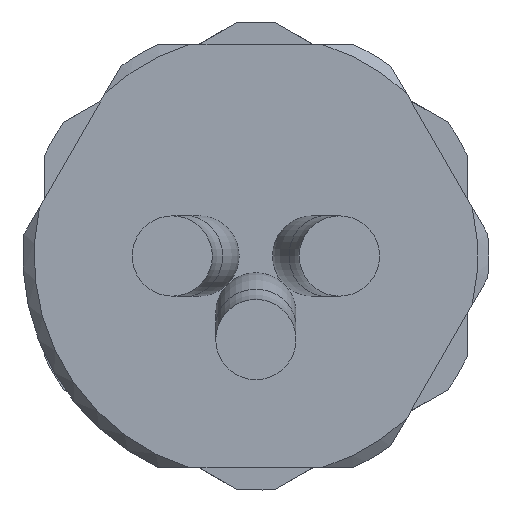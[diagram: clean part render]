
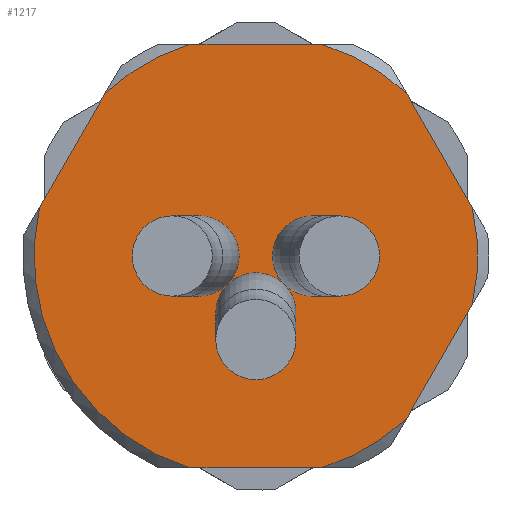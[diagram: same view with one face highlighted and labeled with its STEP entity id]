
A CAD part, front view. The second image highlights one B-rep face of the part: STEP entity #1217.
In plain terms, the highlighted planar face has unit normal (0, -1, 0).
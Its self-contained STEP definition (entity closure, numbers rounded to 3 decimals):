
#118=PLANE('',#3930);
#442=LINE('',#5540,#724);
#443=LINE('',#5554,#725);
#444=LINE('',#5568,#726);
#445=LINE('',#5582,#727);
#446=LINE('',#5591,#728);
#724=VECTOR('',#4432,1.);
#725=VECTOR('',#4439,1.);
#726=VECTOR('',#4446,1.);
#727=VECTOR('',#4453,1.);
#728=VECTOR('',#4460,1.);
#1217=ADVANCED_FACE('',(#1402,#1403,#1404,#1405),#118,.T.);
#1402=FACE_BOUND('',#1537,.T.);
#1403=FACE_BOUND('',#1538,.T.);
#1404=FACE_BOUND('',#1539,.T.);
#1405=FACE_BOUND('',#1540,.T.);
#1537=EDGE_LOOP('',(#2090,#2091,#2092,#2093,#2094,#2095,#2096,#2097,#2098,
#2099));
#1538=EDGE_LOOP('',(#2100));
#1539=EDGE_LOOP('',(#2101));
#1540=EDGE_LOOP('',(#2102));
#2090=ORIENTED_EDGE('',*,*,#3309,.F.);
#2091=ORIENTED_EDGE('',*,*,#3326,.F.);
#2092=ORIENTED_EDGE('',*,*,#3324,.F.);
#2093=ORIENTED_EDGE('',*,*,#3323,.F.);
#2094=ORIENTED_EDGE('',*,*,#3320,.F.);
#2095=ORIENTED_EDGE('',*,*,#3319,.F.);
#2096=ORIENTED_EDGE('',*,*,#3316,.F.);
#2097=ORIENTED_EDGE('',*,*,#3315,.F.);
#2098=ORIENTED_EDGE('',*,*,#3312,.F.);
#2099=ORIENTED_EDGE('',*,*,#3311,.F.);
#2100=ORIENTED_EDGE('',*,*,#3327,.T.);
#2101=ORIENTED_EDGE('',*,*,#3328,.T.);
#2102=ORIENTED_EDGE('',*,*,#3329,.T.);
#2900=VERTEX_POINT('',#5527);
#2901=VERTEX_POINT('',#5532);
#2902=VERTEX_POINT('',#5539);
#2903=VERTEX_POINT('',#5543);
#2904=VERTEX_POINT('',#5553);
#2905=VERTEX_POINT('',#5557);
#2906=VERTEX_POINT('',#5567);
#2907=VERTEX_POINT('',#5571);
#2908=VERTEX_POINT('',#5581);
#2909=VERTEX_POINT('',#5585);
#2910=VERTEX_POINT('',#5594);
#2911=VERTEX_POINT('',#5596);
#2912=VERTEX_POINT('',#5598);
#3309=EDGE_CURVE('',#2901,#2900,#3727,.T.);
#3311=EDGE_CURVE('',#2900,#2902,#442,.T.);
#3312=EDGE_CURVE('',#2902,#2903,#3728,.T.);
#3315=EDGE_CURVE('',#2903,#2904,#443,.T.);
#3316=EDGE_CURVE('',#2904,#2905,#3729,.T.);
#3319=EDGE_CURVE('',#2905,#2906,#444,.T.);
#3320=EDGE_CURVE('',#2906,#2907,#3730,.T.);
#3323=EDGE_CURVE('',#2907,#2908,#445,.T.);
#3324=EDGE_CURVE('',#2908,#2909,#3731,.T.);
#3326=EDGE_CURVE('',#2909,#2901,#446,.T.);
#3327=EDGE_CURVE('',#2910,#2910,#3732,.T.);
#3328=EDGE_CURVE('',#2911,#2911,#3733,.T.);
#3329=EDGE_CURVE('',#2912,#2912,#3734,.T.);
#3727=CIRCLE('',#3912,9.95);
#3728=CIRCLE('',#3915,9.95);
#3729=CIRCLE('',#3918,9.95);
#3730=CIRCLE('',#3921,9.95);
#3731=CIRCLE('',#3924,9.95);
#3732=CIRCLE('',#3927,1.8);
#3733=CIRCLE('',#3928,1.8);
#3734=CIRCLE('',#3929,1.8);
#3912=AXIS2_PLACEMENT_3D('',#5533,#4428,#4429);
#3915=AXIS2_PLACEMENT_3D('',#5542,#4435,#4436);
#3918=AXIS2_PLACEMENT_3D('',#5556,#4442,#4443);
#3921=AXIS2_PLACEMENT_3D('',#5570,#4449,#4450);
#3924=AXIS2_PLACEMENT_3D('',#5584,#4456,#4457);
#3927=AXIS2_PLACEMENT_3D('',#5593,#4463,#4464);
#3928=AXIS2_PLACEMENT_3D('',#5595,#4465,#4466);
#3929=AXIS2_PLACEMENT_3D('',#5597,#4467,#4468);
#3930=AXIS2_PLACEMENT_3D('',#5599,#4469,#4470);
#4428=DIRECTION('',(0.,1.,0.));
#4429=DIRECTION('',(0.,0.,-1.));
#4432=DIRECTION('',(0.5,0.,0.866));
#4435=DIRECTION('',(0.,1.,0.));
#4436=DIRECTION('',(0.,0.,-1.));
#4439=DIRECTION('',(1.,0.,0.));
#4442=DIRECTION('',(0.,1.,0.));
#4443=DIRECTION('',(0.,0.,-1.));
#4446=DIRECTION('',(0.5,0.,-0.866));
#4449=DIRECTION('',(0.,1.,0.));
#4450=DIRECTION('',(0.,0.,-1.));
#4453=DIRECTION('',(-0.5,0.,-0.866));
#4456=DIRECTION('',(0.,1.,0.));
#4457=DIRECTION('',(0.,0.,-1.));
#4460=DIRECTION('',(-1.,0.,0.));
#4463=DIRECTION('',(0.,1.,0.));
#4464=DIRECTION('',(0.,0.,-1.));
#4465=DIRECTION('',(0.,1.,0.));
#4466=DIRECTION('',(0.,0.,-1.));
#4467=DIRECTION('',(0.,1.,0.));
#4468=DIRECTION('',(0.,0.,-1.));
#4469=DIRECTION('',(0.,-1.,0.));
#4470=DIRECTION('',(0.,0.,1.));
#5527=CARTESIAN_POINT('',(40.294,44.05,2.188));
#5532=CARTESIAN_POINT('',(47.042,44.05,-9.5));
#5533=CARTESIAN_POINT('',(50.,44.05,0.));
#5539=CARTESIAN_POINT('',(43.252,44.05,7.312));
#5540=CARTESIAN_POINT('',(39.03,44.05,0.));
#5542=CARTESIAN_POINT('',(50.,44.05,0.));
#5543=CARTESIAN_POINT('',(47.042,44.05,9.5));
#5553=CARTESIAN_POINT('',(52.958,44.05,9.5));
#5554=CARTESIAN_POINT('',(44.515,44.05,9.5));
#5556=CARTESIAN_POINT('',(50.,44.05,0.));
#5557=CARTESIAN_POINT('',(56.748,44.05,7.312));
#5567=CARTESIAN_POINT('',(59.706,44.05,2.188));
#5568=CARTESIAN_POINT('',(55.485,44.05,9.5));
#5570=CARTESIAN_POINT('',(50.,44.05,0.));
#5571=CARTESIAN_POINT('',(59.706,44.05,-2.188));
#5581=CARTESIAN_POINT('',(56.748,44.05,-7.312));
#5582=CARTESIAN_POINT('',(60.97,44.05,0.));
#5584=CARTESIAN_POINT('',(50.,44.05,0.));
#5585=CARTESIAN_POINT('',(52.958,44.05,-9.5));
#5591=CARTESIAN_POINT('',(55.485,44.05,-9.5));
#5593=CARTESIAN_POINT('',(50.,44.05,-2.55));
#5594=CARTESIAN_POINT('',(50.,44.05,-4.35));
#5595=CARTESIAN_POINT('',(47.45,44.05,0.));
#5596=CARTESIAN_POINT('',(47.45,44.05,-1.8));
#5597=CARTESIAN_POINT('',(52.55,44.05,0.));
#5598=CARTESIAN_POINT('',(52.55,44.05,-1.8));
#5599=CARTESIAN_POINT('',(50.,44.05,0.));
